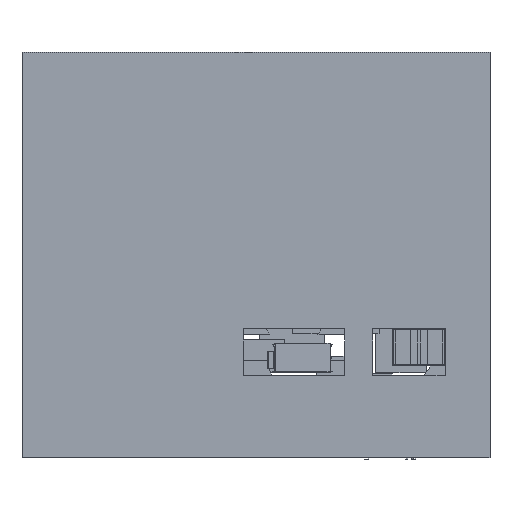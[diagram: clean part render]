
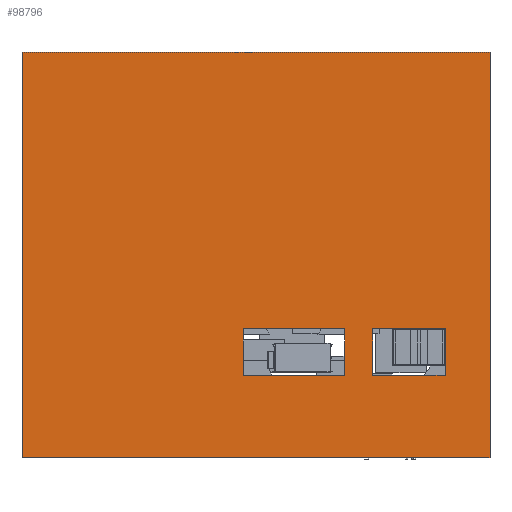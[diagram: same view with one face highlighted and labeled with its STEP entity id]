
A CAD part, front view. The second image highlights one B-rep face of the part: STEP entity #98796.
In plain terms, the highlighted planar face has unit normal (0, -1, 0).
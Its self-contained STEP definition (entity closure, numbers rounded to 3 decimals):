
#4323 = CARTESIAN_POINT ( 'NONE',  ( 2370., -2000., -1063. ) ) ;
#4704 = ORIENTED_EDGE ( 'NONE', *, *, #76015, .T. ) ;
#5286 = ORIENTED_EDGE ( 'NONE', *, *, #28589, .T. ) ;
#10868 = EDGE_LOOP ( 'NONE', ( #100288, #45768, #140636, #116545 ) ) ;
#12959 = CARTESIAN_POINT ( 'NONE',  ( -130., -2000., -1063. ) ) ;
#13101 = VERTEX_POINT ( 'NONE', #88884 ) ;
#15061 = ORIENTED_EDGE ( 'NONE', *, *, #52932, .T. ) ;
#15207 = CARTESIAN_POINT ( 'NONE',  ( -12220., -2000., -5506. ) ) ;
#16880 = DIRECTION ( 'NONE',  ( 0., 0., -1. ) ) ;
#20936 = DIRECTION ( 'NONE',  ( 0., 0., -1. ) ) ;
#21945 = VERTEX_POINT ( 'NONE', #23306 ) ;
#22798 = CARTESIAN_POINT ( 'NONE',  ( 2370., -2000., -2663. ) ) ;
#23127 = CARTESIAN_POINT ( 'NONE',  ( -4592.5, -2000., -2663. ) ) ;
#23306 = CARTESIAN_POINT ( 'NONE',  ( -12220., -2000., -5506. ) ) ;
#26680 = AXIS2_PLACEMENT_3D ( 'NONE', #159687, #142519, #141589 ) ;
#27646 = ORIENTED_EDGE ( 'NONE', *, *, #136074, .T. ) ;
#28589 = EDGE_CURVE ( 'NONE', #186809, #29487, #116310, .T. ) ;
#28807 = FACE_BOUND ( 'NONE', #71374, .T. ) ;
#29487 = VERTEX_POINT ( 'NONE', #109081 ) ;
#31389 = EDGE_CURVE ( 'NONE', #148118, #73403, #182335, .T. ) ;
#35895 = VERTEX_POINT ( 'NONE', #79714 ) ;
#36259 = CARTESIAN_POINT ( 'NONE',  ( -12220., -2000., 8480. ) ) ;
#44146 = VECTOR ( 'NONE', #53157, 1000. ) ;
#44503 = DIRECTION ( 'NONE',  ( 1., 0., 0. ) ) ;
#45768 = ORIENTED_EDGE ( 'NONE', *, *, #46718, .T. ) ;
#46718 = EDGE_CURVE ( 'NONE', #147706, #127401, #118037, .T. ) ;
#47922 = DIRECTION ( 'NONE',  ( 1., 0., 0. ) ) ;
#51300 = CARTESIAN_POINT ( 'NONE',  ( -130., -2000., -2663. ) ) ;
#52010 = VECTOR ( 'NONE', #149981, 1000. ) ;
#52241 = LINE ( 'NONE', #51300, #44146 ) ;
#52932 = EDGE_CURVE ( 'NONE', #150597, #143188, #173219, .T. ) ;
#53157 = DIRECTION ( 'NONE',  ( -1., 0., 0. ) ) ;
#59212 = DIRECTION ( 'NONE',  ( 1., 0., 0. ) ) ;
#62169 = CARTESIAN_POINT ( 'NONE',  ( -12220., -2000., 8480. ) ) ;
#63158 = DIRECTION ( 'NONE',  ( 0., 0., 1. ) ) ;
#64098 = LINE ( 'NONE', #122359, #102004 ) ;
#67431 = VECTOR ( 'NONE', #132058, 1000. ) ;
#70647 = EDGE_CURVE ( 'NONE', #13101, #35895, #52241, .T. ) ;
#71374 = EDGE_LOOP ( 'NONE', ( #15061, #4704, #5286, #98870 ) ) ;
#71967 = VECTOR ( 'NONE', #44503, 1000. ) ;
#73403 = VERTEX_POINT ( 'NONE', #115728 ) ;
#73809 = CARTESIAN_POINT ( 'NONE',  ( -4592.5, -2000., -1063. ) ) ;
#76015 = EDGE_CURVE ( 'NONE', #143188, #186809, #77476, .T. ) ;
#76643 = ORIENTED_EDGE ( 'NONE', *, *, #165385, .T. ) ;
#77476 = LINE ( 'NONE', #92768, #140212 ) ;
#79407 = EDGE_CURVE ( 'NONE', #21945, #148118, #131766, .T. ) ;
#79714 = CARTESIAN_POINT ( 'NONE',  ( -130., -2000., -2663. ) ) ;
#83520 = EDGE_CURVE ( 'NONE', #127401, #13101, #151824, .T. ) ;
#84244 = PLANE ( 'NONE',  #26680 ) ;
#88884 = CARTESIAN_POINT ( 'NONE',  ( 2370., -2000., -2663. ) ) ;
#92210 = ORIENTED_EDGE ( 'NONE', *, *, #31389, .T. ) ;
#92768 = CARTESIAN_POINT ( 'NONE',  ( -4592.5, -2000., -1063. ) ) ;
#93101 = VECTOR ( 'NONE', #183271, 1000. ) ;
#95044 = ORIENTED_EDGE ( 'NONE', *, *, #79407, .T. ) ;
#98796 = ADVANCED_FACE ( 'NONE', ( #28807, #145363, #158737 ), #84244, .T. ) ;
#98870 = ORIENTED_EDGE ( 'NONE', *, *, #138223, .T. ) ;
#100288 = ORIENTED_EDGE ( 'NONE', *, *, #186825, .T. ) ;
#101641 = VECTOR ( 'NONE', #179664, 1000. ) ;
#102004 = VECTOR ( 'NONE', #151986, 1000. ) ;
#103333 = LINE ( 'NONE', #120489, #185256 ) ;
#106017 = LINE ( 'NONE', #36259, #52010 ) ;
#109081 = CARTESIAN_POINT ( 'NONE',  ( -1092.5, -2000., -2663. ) ) ;
#111610 = CARTESIAN_POINT ( 'NONE',  ( -12220., -2000., 8480. ) ) ;
#111822 = CARTESIAN_POINT ( 'NONE',  ( 3920., -2000., -5506. ) ) ;
#113924 = CARTESIAN_POINT ( 'NONE',  ( -130., -2000., -1063. ) ) ;
#115728 = CARTESIAN_POINT ( 'NONE',  ( 3920., -2000., 8480. ) ) ;
#115792 = CARTESIAN_POINT ( 'NONE',  ( -1092.5, -2000., -1063. ) ) ;
#116310 = LINE ( 'NONE', #148736, #153127 ) ;
#116545 = ORIENTED_EDGE ( 'NONE', *, *, #70647, .T. ) ;
#118037 = LINE ( 'NONE', #12959, #71967 ) ;
#120438 = LINE ( 'NONE', #62169, #101641 ) ;
#120489 = CARTESIAN_POINT ( 'NONE',  ( -130., -2000., -2663. ) ) ;
#122359 = CARTESIAN_POINT ( 'NONE',  ( -4592.5, -2000., -2663. ) ) ;
#127401 = VERTEX_POINT ( 'NONE', #4323 ) ;
#131766 = LINE ( 'NONE', #15207, #181105 ) ;
#132058 = DIRECTION ( 'NONE',  ( 0., 0., 1. ) ) ;
#136074 = EDGE_CURVE ( 'NONE', #168097, #21945, #120438, .T. ) ;
#136303 = EDGE_LOOP ( 'NONE', ( #27646, #95044, #92210, #76643 ) ) ;
#138223 = EDGE_CURVE ( 'NONE', #29487, #150597, #64098, .T. ) ;
#140212 = VECTOR ( 'NONE', #47922, 1000. ) ;
#140636 = ORIENTED_EDGE ( 'NONE', *, *, #83520, .T. ) ;
#141589 = DIRECTION ( 'NONE',  ( 0., 0., -1. ) ) ;
#142519 = DIRECTION ( 'NONE',  ( 0., -1., 0. ) ) ;
#143188 = VERTEX_POINT ( 'NONE', #178232 ) ;
#145363 = FACE_OUTER_BOUND ( 'NONE', #136303, .T. ) ;
#147706 = VERTEX_POINT ( 'NONE', #113924 ) ;
#148118 = VERTEX_POINT ( 'NONE', #111822 ) ;
#148736 = CARTESIAN_POINT ( 'NONE',  ( -1092.5, -2000., -1063. ) ) ;
#149981 = DIRECTION ( 'NONE',  ( -1., 0., 0. ) ) ;
#150597 = VERTEX_POINT ( 'NONE', #23127 ) ;
#151824 = LINE ( 'NONE', #22798, #158242 ) ;
#151986 = DIRECTION ( 'NONE',  ( -1., 0., 0. ) ) ;
#153127 = VECTOR ( 'NONE', #16880, 1000. ) ;
#158242 = VECTOR ( 'NONE', #20936, 1000. ) ;
#158737 = FACE_BOUND ( 'NONE', #10868, .T. ) ;
#159687 = CARTESIAN_POINT ( 'NONE',  ( 0., -2000., 0. ) ) ;
#165385 = EDGE_CURVE ( 'NONE', #73403, #168097, #106017, .T. ) ;
#168097 = VERTEX_POINT ( 'NONE', #111610 ) ;
#173219 = LINE ( 'NONE', #73809, #67431 ) ;
#178232 = CARTESIAN_POINT ( 'NONE',  ( -4592.5, -2000., -1063. ) ) ;
#179664 = DIRECTION ( 'NONE',  ( 0., 0., -1. ) ) ;
#181105 = VECTOR ( 'NONE', #59212, 1000. ) ;
#181383 = CARTESIAN_POINT ( 'NONE',  ( 3920., -2000., 8480. ) ) ;
#182335 = LINE ( 'NONE', #181383, #93101 ) ;
#183271 = DIRECTION ( 'NONE',  ( 0., 0., 1. ) ) ;
#185256 = VECTOR ( 'NONE', #63158, 1000. ) ;
#186809 = VERTEX_POINT ( 'NONE', #115792 ) ;
#186825 = EDGE_CURVE ( 'NONE', #35895, #147706, #103333, .T. ) ;
